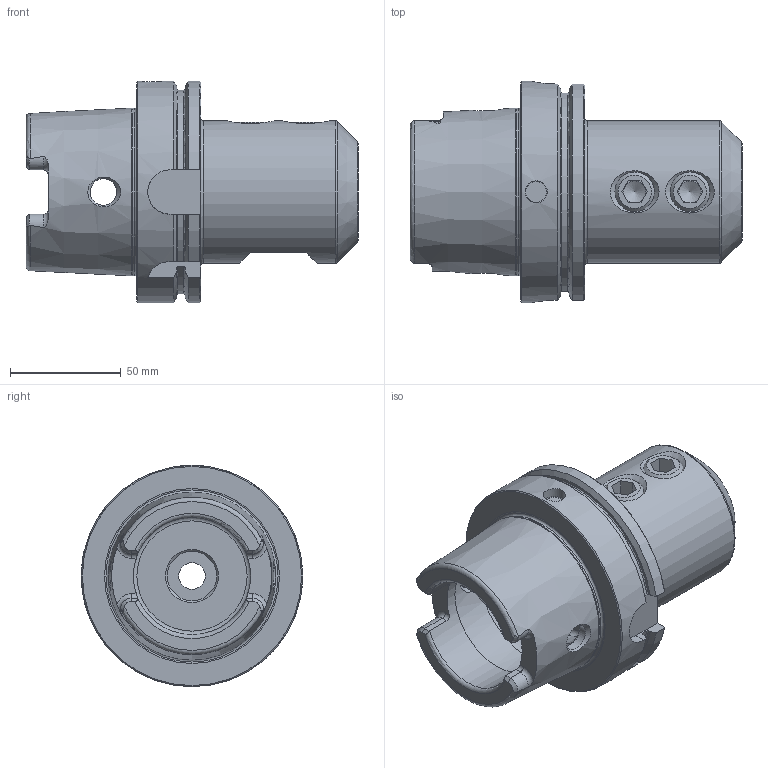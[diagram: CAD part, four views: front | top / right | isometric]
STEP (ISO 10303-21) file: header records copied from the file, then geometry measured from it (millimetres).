
FILE_DESCRIPTION( ( 'Unknown' ), '1' );
FILE_NAME( '250032560-B.stp', 'Unknown', ( 'Unknown' ), ( 'Unknown' ), 'PSStep 15.0.49', 'Unknown', ' ' );
FILE_SCHEMA( ( 'AUTOMOTIVE_DESIGN { 1 0 10303 214 1 1 1 1 }' ) );
Length unit declared in the file: millimetre
Products named in the file (3): 1; 2; 3
Bounding box: 150 x 100 x 100 mm (x, y, z)
Volume: 441756.4 mm3; surface area: 72444.6 mm2
Topology: 3 solids, 3 shells, 164 faces, 429 edges, 270 vertices
Faces by surface type: plane 66, cylinder 38, cone 35, torus 25
Full cylindrical faces by diameter (mm): 8.5 x1, 10 x1, 12 x3, 15.835 x2, 18 x2, 22.376 x1, 25 x2, 25.5 x1, 53 x2, 63 x1, 64.5 x1, 75.459 x1, 100 x1
Entity records: 7141 total; most frequent: CARTESIAN_POINT 2211, DIRECTION 732, ORIENTED_EDGE 690, EDGE_CURVE 345, AXIS2_PLACEMENT_3D 300, VERTEX_POINT 244, EDGE_LOOP 228, FACE_OUTER_BOUND 194
